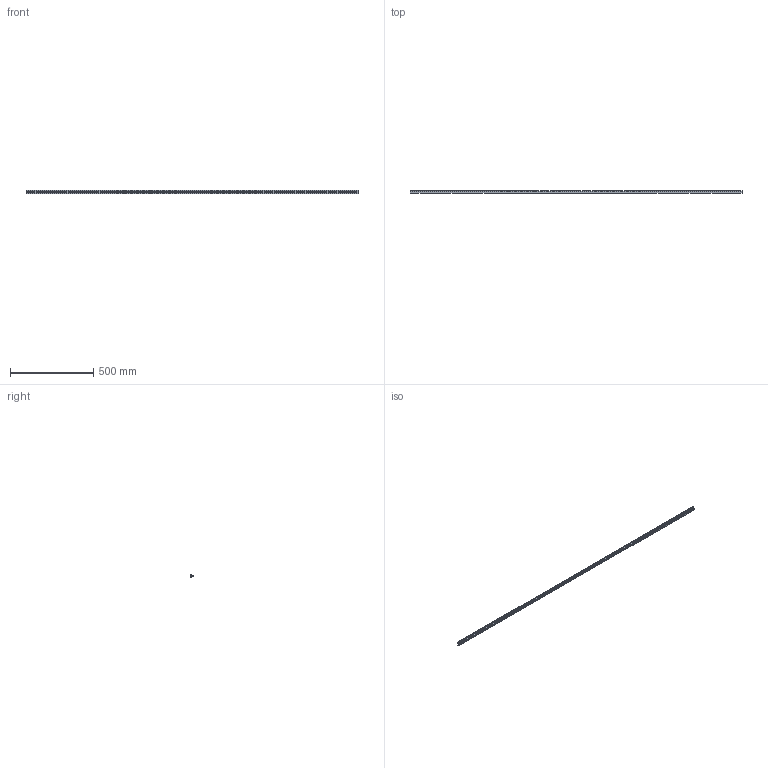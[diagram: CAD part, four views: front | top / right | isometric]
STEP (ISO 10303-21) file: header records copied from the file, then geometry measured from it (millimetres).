
FILE_DESCRIPTION(/* description */ ('2 Meter track length'),/* implementation_level */ '2;1');
FILE_NAME(/* name */ 'DFG115-0200.stp',/* time_stamp */ '2017-02-27T13:48:17+00:00',/* author */ ('dbrooks'),/* organization */ (''),/* preprocessor_version */ 'ST-DEVELOPER v15.6',/* originating_system */ 'Autodesk Inventor 2015',/* authorisation */ '');
FILE_SCHEMA (('AUTOMOTIVE_DESIGN { 1 0 10303 214 3 1 1 }'));
Length unit declared in the file: millimetre
Products named in the file (1): DFG115-0200
Bounding box: 2000 x 14 x 22 mm (x, y, z)
Volume: 356260.3 mm3; surface area: 195989.6 mm2
Topology: 1 solids, 1 shells, 1085 faces, 3216 edges, 2100 vertices
Faces by surface type: plane 541, cylinder 478, cone 66
Full cylindrical faces by diameter (mm): 4.3 x33, 8 x33
Entity records: 39886 total; most frequent: CARTESIAN_POINT 12012, ORIENTED_EDGE 6168, DIRECTION 5552, EDGE_CURVE 3084, AXIS2_PLACEMENT_3D 2042, VERTEX_POINT 2034, LINE 1468, VECTOR 1468
